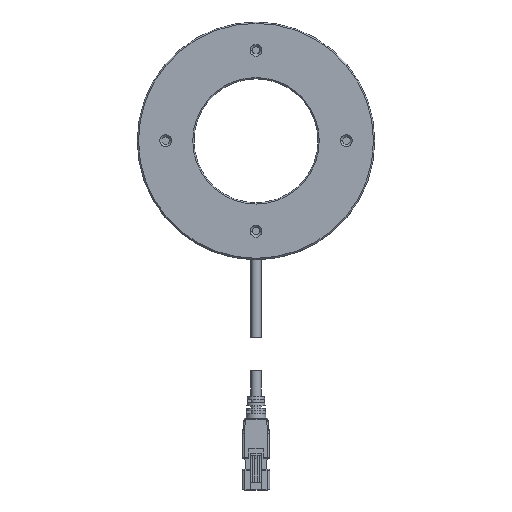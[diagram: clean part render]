
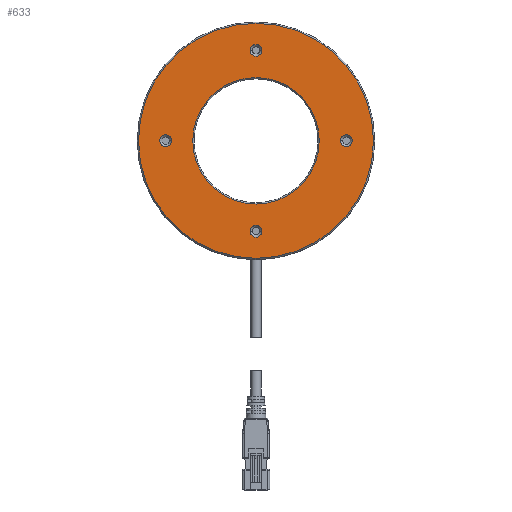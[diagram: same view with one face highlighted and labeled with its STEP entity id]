
A CAD part, top view. The second image highlights one B-rep face of the part: STEP entity #633.
In plain terms, the highlighted planar face has unit normal (0, 0, 1).
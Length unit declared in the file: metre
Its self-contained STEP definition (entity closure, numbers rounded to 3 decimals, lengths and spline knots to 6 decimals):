
#633=ADVANCED_FACE('969:1650',(#2381,#2382,#2383,#2384,#2385,#2386),#2387,.T.);
#2381=FACE_BOUND('',#4881,.T.);
#2382=FACE_BOUND('',#4882,.T.);
#2383=FACE_OUTER_BOUND('',#4883,.T.);
#2384=FACE_BOUND('',#4884,.T.);
#2385=FACE_BOUND('',#4885,.T.);
#2386=FACE_BOUND('',#4886,.T.);
#2387=PLANE('',#4887);
#4881=EDGE_LOOP('',(#11537,#11538));
#4882=EDGE_LOOP('',(#11539,#11540));
#4883=EDGE_LOOP('',(#11541,#11542));
#4884=EDGE_LOOP('',(#11543,#11544));
#4885=EDGE_LOOP('',(#11545,#11546));
#4886=EDGE_LOOP('',(#11547,#11548));
#4887=AXIS2_PLACEMENT_3D('',#11549,#11550,#11551);
#11537=ORIENTED_EDGE('',*,*,#18704,.F.);
#11538=ORIENTED_EDGE('',*,*,#18883,.F.);
#11539=ORIENTED_EDGE('',*,*,#18720,.F.);
#11540=ORIENTED_EDGE('',*,*,#18881,.F.);
#11541=ORIENTED_EDGE('',*,*,#18743,.F.);
#11542=ORIENTED_EDGE('',*,*,#18877,.F.);
#11543=ORIENTED_EDGE('',*,*,#18728,.F.);
#11544=ORIENTED_EDGE('',*,*,#18880,.F.);
#11545=ORIENTED_EDGE('',*,*,#18712,.F.);
#11546=ORIENTED_EDGE('',*,*,#18882,.F.);
#11547=ORIENTED_EDGE('',*,*,#18696,.F.);
#11548=ORIENTED_EDGE('',*,*,#18884,.F.);
#11549=CARTESIAN_POINT('',(0.,0.0,0.0215));
#11550=DIRECTION('',(0.0,0.0,1.0));
#11551=DIRECTION('',(1.0,0.0,0.0));
#18696=EDGE_CURVE('969:3147',#23238,#23234,#23240,.T.);
#18704=EDGE_CURVE('969:3141',#23252,#23248,#23254,.T.);
#18712=EDGE_CURVE('969:3135',#23266,#23262,#23268,.T.);
#18720=EDGE_CURVE('969:3129',#23280,#23276,#23282,.T.);
#18728=EDGE_CURVE('969:3123',#23294,#23290,#23296,.T.);
#18743=EDGE_CURVE('969:3108',#23319,#23316,#23321,.T.);
#18877=EDGE_CURVE('969:3108',#23316,#23319,#23523,.T.);
#18880=EDGE_CURVE('969:3123',#23290,#23294,#23526,.T.);
#18881=EDGE_CURVE('969:3129',#23276,#23280,#23527,.T.);
#18882=EDGE_CURVE('969:3135',#23262,#23266,#23528,.T.);
#18883=EDGE_CURVE('969:3141',#23248,#23252,#23529,.T.);
#18884=EDGE_CURVE('969:3147',#23234,#23238,#23530,.T.);
#23234=VERTEX_POINT('',#38289);
#23238=VERTEX_POINT('',#38294);
#23240=CIRCLE('',#38297,0.0023);
#23248=VERTEX_POINT('',#38307);
#23252=VERTEX_POINT('',#38312);
#23254=CIRCLE('',#38315,0.0023);
#23262=VERTEX_POINT('',#38325);
#23266=VERTEX_POINT('',#38330);
#23268=CIRCLE('',#38333,0.0023);
#23276=VERTEX_POINT('',#38343);
#23280=VERTEX_POINT('',#38348);
#23282=CIRCLE('',#38351,0.0023);
#23290=VERTEX_POINT('',#38361);
#23294=VERTEX_POINT('',#38366);
#23296=CIRCLE('',#38369,0.0245);
#23316=VERTEX_POINT('',#38395);
#23319=VERTEX_POINT('',#38399);
#23321=CIRCLE('',#38402,0.0455);
#23523=CIRCLE('',#38757,0.0455);
#23526=CIRCLE('',#38760,0.0245);
#23527=CIRCLE('',#38761,0.0023);
#23528=CIRCLE('',#38762,0.0023);
#23529=CIRCLE('',#38763,0.0023);
#23530=CIRCLE('',#38764,0.0023);
#38289=CARTESIAN_POINT('',(-0.0373,0.,0.0215));
#38294=CARTESIAN_POINT('',(-0.0327,0.,0.0215));
#38297=AXIS2_PLACEMENT_3D('',#46222,#46223,#46224);
#38307=CARTESIAN_POINT('',(-0.0023,-0.035,0.0215));
#38312=CARTESIAN_POINT('',(0.0023,-0.035,0.0215));
#38315=AXIS2_PLACEMENT_3D('',#46238,#46239,#46240);
#38325=CARTESIAN_POINT('',(-0.0023,0.035,0.0215));
#38330=CARTESIAN_POINT('',(0.0023,0.035,0.0215));
#38333=AXIS2_PLACEMENT_3D('',#46254,#46255,#46256);
#38343=CARTESIAN_POINT('',(0.0327,0.,0.0215));
#38348=CARTESIAN_POINT('',(0.0373,0.,0.0215));
#38351=AXIS2_PLACEMENT_3D('',#46270,#46271,#46272);
#38361=CARTESIAN_POINT('',(-0.0245,0.,0.0215));
#38366=CARTESIAN_POINT('',(0.0245,0.,0.0215));
#38369=AXIS2_PLACEMENT_3D('',#46286,#46287,#46288);
#38395=CARTESIAN_POINT('',(-0.0455,0.,0.0215));
#38399=CARTESIAN_POINT('',(0.0455,0.,0.0215));
#38402=AXIS2_PLACEMENT_3D('',#46315,#46316,#46317);
#38757=AXIS2_PLACEMENT_3D('',#46582,#46583,#46584);
#38760=AXIS2_PLACEMENT_3D('',#46591,#46592,#46593);
#38761=AXIS2_PLACEMENT_3D('',#46594,#46595,#46596);
#38762=AXIS2_PLACEMENT_3D('',#46597,#46598,#46599);
#38763=AXIS2_PLACEMENT_3D('',#46600,#46601,#46602);
#38764=AXIS2_PLACEMENT_3D('',#46603,#46604,#46605);
#46222=CARTESIAN_POINT('',(-0.035,0.,0.0215));
#46223=DIRECTION('',(0.0,0.0,1.0));
#46224=DIRECTION('',(-1.0,0.0,0.0));
#46238=CARTESIAN_POINT('',(0.,-0.035,0.0215));
#46239=DIRECTION('',(0.0,0.0,1.0));
#46240=DIRECTION('',(-1.0,0.0,0.0));
#46254=CARTESIAN_POINT('',(0.,0.035,0.0215));
#46255=DIRECTION('',(0.0,0.0,1.0));
#46256=DIRECTION('',(-1.0,0.0,0.0));
#46270=CARTESIAN_POINT('',(0.035,0.,0.0215));
#46271=DIRECTION('',(0.0,0.0,1.0));
#46272=DIRECTION('',(-1.0,0.0,0.0));
#46286=CARTESIAN_POINT('',(0.0,0.0,0.0215));
#46287=DIRECTION('',(0.0,0.0,1.0));
#46288=DIRECTION('',(-1.0,0.0,0.0));
#46315=CARTESIAN_POINT('',(0.0,0.0,0.0215));
#46316=DIRECTION('',(-0.0,0.0,-1.0));
#46317=DIRECTION('',(-1.0,0.0,0.0));
#46582=CARTESIAN_POINT('',(0.0,0.0,0.0215));
#46583=DIRECTION('',(-0.0,0.0,-1.0));
#46584=DIRECTION('',(-1.0,0.0,0.0));
#46591=CARTESIAN_POINT('',(0.0,0.0,0.0215));
#46592=DIRECTION('',(0.0,0.0,1.0));
#46593=DIRECTION('',(-1.0,0.0,0.0));
#46594=CARTESIAN_POINT('',(0.035,0.,0.0215));
#46595=DIRECTION('',(0.0,0.0,1.0));
#46596=DIRECTION('',(-1.0,0.0,0.0));
#46597=CARTESIAN_POINT('',(0.,0.035,0.0215));
#46598=DIRECTION('',(0.0,0.0,1.0));
#46599=DIRECTION('',(-1.0,0.0,0.0));
#46600=CARTESIAN_POINT('',(0.,-0.035,0.0215));
#46601=DIRECTION('',(0.0,0.0,1.0));
#46602=DIRECTION('',(-1.0,0.0,0.0));
#46603=CARTESIAN_POINT('',(-0.035,0.,0.0215));
#46604=DIRECTION('',(0.0,0.0,1.0));
#46605=DIRECTION('',(-1.0,0.0,0.0));
